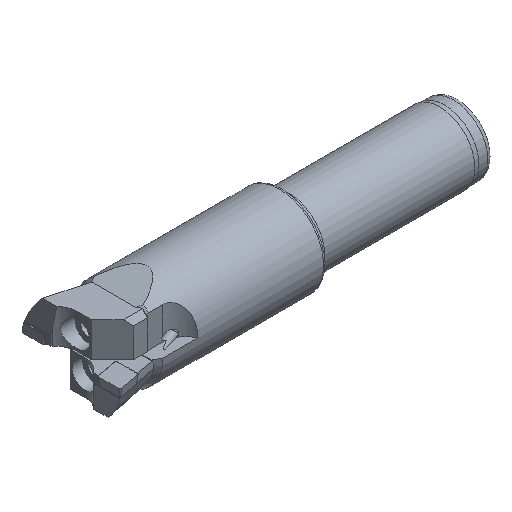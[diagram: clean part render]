
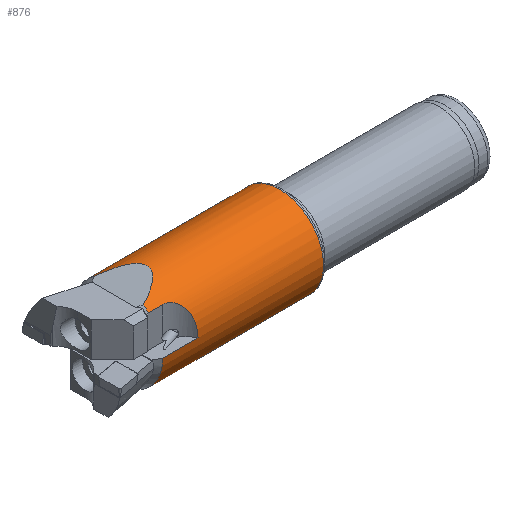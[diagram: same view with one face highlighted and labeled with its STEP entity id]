
A CAD part, isometric view. The second image highlights one B-rep face of the part: STEP entity #876.
In plain terms, the highlighted cylindrical face has radius 12.5 mm (diameter 25 mm), a full revolution.
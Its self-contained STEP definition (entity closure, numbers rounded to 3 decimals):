
#750=ELLIPSE('',#2310,48.296,12.5);
#751=ELLIPSE('',#2311,48.296,12.5);
#760=FACE_BOUND('',#1056,.T.);
#761=FACE_BOUND('',#1057,.T.);
#856=CYLINDRICAL_SURFACE('',#2313,12.5);
#876=ADVANCED_FACE('',(#760,#761),#856,.T.);
#1056=EDGE_LOOP('',(#1497));
#1057=EDGE_LOOP('',(#1498,#1499,#1500,#1501,#1502,#1503,#1504,#1505,#1506,
#1507,#1508,#1509));
#1170=LINE('',#3039,#1294);
#1171=LINE('',#3040,#1295);
#1172=LINE('',#3045,#1296);
#1173=LINE('',#3056,#1297);
#1294=VECTOR('',#2492,1.);
#1295=VECTOR('',#2493,1.);
#1296=VECTOR('',#2498,1.);
#1297=VECTOR('',#2499,1.);
#1409=CIRCLE('',#2297,12.5);
#1411=CIRCLE('',#2300,12.5);
#1415=CIRCLE('',#2306,12.5);
#1416=CIRCLE('',#2309,12.5);
#1417=CIRCLE('',#2312,12.5);
#1497=ORIENTED_EDGE('',*,*,#2082,.T.);
#1498=ORIENTED_EDGE('',*,*,#2064,.F.);
#1499=ORIENTED_EDGE('',*,*,#2083,.T.);
#1500=ORIENTED_EDGE('',*,*,#2075,.F.);
#1501=ORIENTED_EDGE('',*,*,#2084,.F.);
#1502=ORIENTED_EDGE('',*,*,#2069,.F.);
#1503=ORIENTED_EDGE('',*,*,#2085,.T.);
#1504=ORIENTED_EDGE('',*,*,#2056,.F.);
#1505=ORIENTED_EDGE('',*,*,#2086,.T.);
#1506=ORIENTED_EDGE('',*,*,#2087,.F.);
#1507=ORIENTED_EDGE('',*,*,#2088,.F.);
#1508=ORIENTED_EDGE('',*,*,#2089,.F.);
#1509=ORIENTED_EDGE('',*,*,#2090,.T.);
#1903=VERTEX_POINT('',#2917);
#1904=VERTEX_POINT('',#2919);
#1911=VERTEX_POINT('',#2949);
#1912=VERTEX_POINT('',#2951);
#1916=VERTEX_POINT('',#2993);
#1917=VERTEX_POINT('',#3002);
#1918=VERTEX_POINT('',#3009);
#1922=VERTEX_POINT('',#3022);
#1927=VERTEX_POINT('',#3037);
#1928=VERTEX_POINT('',#3042);
#1929=VERTEX_POINT('',#3044);
#1930=VERTEX_POINT('',#3046);
#1931=VERTEX_POINT('',#3055);
#2056=EDGE_CURVE('',#1903,#1904,#1409,.T.);
#2064=EDGE_CURVE('',#1911,#1912,#1411,.T.);
#2069=EDGE_CURVE('',#1916,#1917,#2279,.T.);
#2075=EDGE_CURVE('',#1922,#1918,#1415,.T.);
#2082=EDGE_CURVE('',#1927,#1927,#1416,.T.);
#2083=EDGE_CURVE('',#1911,#1918,#750,.T.);
#2084=EDGE_CURVE('',#1917,#1922,#1170,.T.);
#2085=EDGE_CURVE('',#1916,#1904,#1171,.T.);
#2086=EDGE_CURVE('',#1903,#1928,#751,.T.);
#2087=EDGE_CURVE('',#1929,#1928,#1417,.T.);
#2088=EDGE_CURVE('',#1930,#1929,#1172,.T.);
#2089=EDGE_CURVE('',#1931,#1930,#2283,.T.);
#2090=EDGE_CURVE('',#1931,#1912,#1173,.T.);
#2279=B_SPLINE_CURVE_WITH_KNOTS('',3,(#2994,#2995,#2996,#2997,#2998,#2999,
#3000,#3001),.UNSPECIFIED.,.F.,.F.,(4,2,2,4),(0.,0.5,0.75,1.),
 .UNSPECIFIED.);
#2283=B_SPLINE_CURVE_WITH_KNOTS('',3,(#3047,#3048,#3049,#3050,#3051,#3052,
#3053,#3054),.UNSPECIFIED.,.F.,.F.,(4,2,2,4),(0.,0.5,0.75,1.),
 .UNSPECIFIED.);
#2297=AXIS2_PLACEMENT_3D('',#2918,#2455,#2456);
#2300=AXIS2_PLACEMENT_3D('',#2950,#2462,#2463);
#2306=AXIS2_PLACEMENT_3D('',#3023,#2476,#2477);
#2309=AXIS2_PLACEMENT_3D('',#3036,#2488,#2489);
#2310=AXIS2_PLACEMENT_3D('',#3038,#2490,#2491);
#2311=AXIS2_PLACEMENT_3D('',#3041,#2494,#2495);
#2312=AXIS2_PLACEMENT_3D('',#3043,#2496,#2497);
#2313=AXIS2_PLACEMENT_3D('',#3057,#2500,#2501);
#2455=DIRECTION('',(-1.,0.,0.));
#2456=DIRECTION('',(0.,0.,1.));
#2462=DIRECTION('',(-1.,0.,0.));
#2463=DIRECTION('',(0.,0.,1.));
#2476=DIRECTION('',(-1.,0.,0.));
#2477=DIRECTION('',(0.,0.,1.));
#2488=DIRECTION('',(-1.,0.,0.));
#2489=DIRECTION('',(0.,0.,1.));
#2490=DIRECTION('',(0.259,0.,0.966));
#2491=DIRECTION('',(-0.966,0.,0.259));
#2492=DIRECTION('',(-1.,0.,0.));
#2493=DIRECTION('',(-1.,0.,0.));
#2494=DIRECTION('',(0.259,0.,-0.966));
#2495=DIRECTION('',(-0.966,0.,-0.259));
#2496=DIRECTION('',(-1.,0.,0.));
#2497=DIRECTION('',(0.,0.,1.));
#2498=DIRECTION('',(-1.,0.,0.));
#2499=DIRECTION('',(-1.,0.,0.));
#2500=DIRECTION('',(-1.,0.,0.));
#2501=DIRECTION('',(0.,0.,1.));
#2917=CARTESIAN_POINT('',(2.,7.,10.356));
#2918=CARTESIAN_POINT('',(2.,0.,0.));
#2919=CARTESIAN_POINT('',(2.,12.5,0.));
#2949=CARTESIAN_POINT('',(2.,-7.,-10.356));
#2950=CARTESIAN_POINT('',(2.,0.,0.));
#2951=CARTESIAN_POINT('',(2.,-12.5,0.));
#2993=CARTESIAN_POINT('',(12.,12.5,0.));
#2994=CARTESIAN_POINT('',(12.,12.5,0.));
#2995=CARTESIAN_POINT('',(12.,12.5,-2.225));
#2996=CARTESIAN_POINT('',(11.845,11.862,-4.445));
#2997=CARTESIAN_POINT('',(10.57,10.33,-7.112));
#2998=CARTESIAN_POINT('',(9.943,9.74,-7.865));
#2999=CARTESIAN_POINT('',(8.214,8.81,-8.895));
#3000=CARTESIAN_POINT('',(7.121,8.5,-9.165));
#3001=CARTESIAN_POINT('',(6.,8.5,-9.165));
#3002=CARTESIAN_POINT('',(6.,8.5,-9.165));
#3009=CARTESIAN_POINT('',(2.,7.,-10.356));
#3022=CARTESIAN_POINT('',(2.,8.5,-9.165));
#3023=CARTESIAN_POINT('',(2.,0.,0.));
#3036=CARTESIAN_POINT('',(47.58,0.,0.));
#3037=CARTESIAN_POINT('',(47.58,0.,12.5));
#3038=CARTESIAN_POINT('',(-36.651,0.,0.));
#3039=CARTESIAN_POINT('',(0.,8.5,-9.165));
#3040=CARTESIAN_POINT('',(0.,12.5,0.));
#3041=CARTESIAN_POINT('',(-36.651,0.,0.));
#3042=CARTESIAN_POINT('',(2.,-7.,10.356));
#3043=CARTESIAN_POINT('',(2.,0.,0.));
#3044=CARTESIAN_POINT('',(2.,-8.5,9.165));
#3045=CARTESIAN_POINT('',(0.,-8.5,9.165));
#3046=CARTESIAN_POINT('',(6.,-8.5,9.165));
#3047=CARTESIAN_POINT('',(12.,-12.5,0.));
#3048=CARTESIAN_POINT('',(12.,-12.5,2.225));
#3049=CARTESIAN_POINT('',(11.845,-11.862,4.445));
#3050=CARTESIAN_POINT('',(10.57,-10.33,7.112));
#3051=CARTESIAN_POINT('',(9.943,-9.74,7.865));
#3052=CARTESIAN_POINT('',(8.214,-8.81,8.895));
#3053=CARTESIAN_POINT('',(7.121,-8.5,9.165));
#3054=CARTESIAN_POINT('',(6.,-8.5,9.165));
#3055=CARTESIAN_POINT('',(12.,-12.5,0.));
#3056=CARTESIAN_POINT('',(0.,-12.5,0.));
#3057=CARTESIAN_POINT('',(0.,0.,0.));
